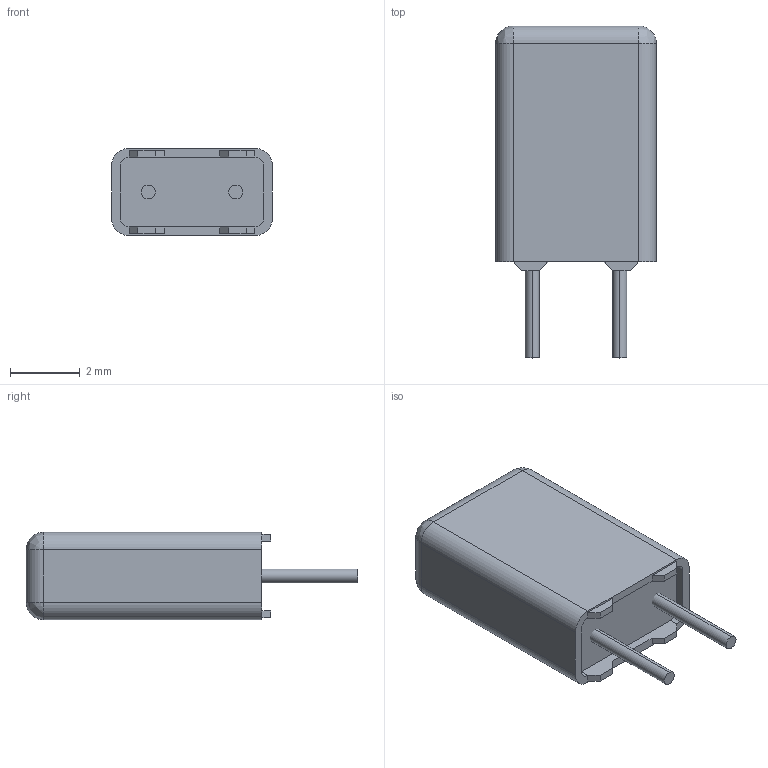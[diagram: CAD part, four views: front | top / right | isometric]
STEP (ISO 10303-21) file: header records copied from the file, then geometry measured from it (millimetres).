
FILE_DESCRIPTION (( 'STEP AP214' ), '1' );
FILE_NAME ('wima_2.5x4.6.STEP', '2019-05-30T14:44:37', ( '' ), ( '' ), 'SwSTEP 2.0', 'SolidWorks 2017', '' );
FILE_SCHEMA (( 'AUTOMOTIVE_DESIGN' ));
Length unit declared in the file: millimetre
Products named in the file (3): User Library-CAPRR250W40L460T250H700_WIMA_0B_Body; User Library-CAPRR250W40L460T250H700_WIMA_0B_Lead; wima_2.5x4.6
Assembly tree (3 placements, depth 2):
  wima_2.5x4.6
    User Library-CAPRR250W40L460T250H700_WIMA_0B_Body
    User Library-CAPRR250W40L460T250H700_WIMA_0B_Lead  x2
Bounding box: 4.6 x 9.5 x 2.5 mm (x, y, z)
Volume: 74.9 mm3; surface area: 127.3 mm2
Topology: 3 solids, 3 shells, 51 faces, 120 edges, 72 vertices
Faces by surface type: plane 31, cylinder 16, bspline 4
Entity records: 2003 total; most frequent: CARTESIAN_POINT 291, DIRECTION 236, ORIENTED_EDGE 220, EDGE_CURVE 110, VECTOR 82, LINE 82, AXIS2_PLACEMENT_3D 77, VERTEX_POINT 68
